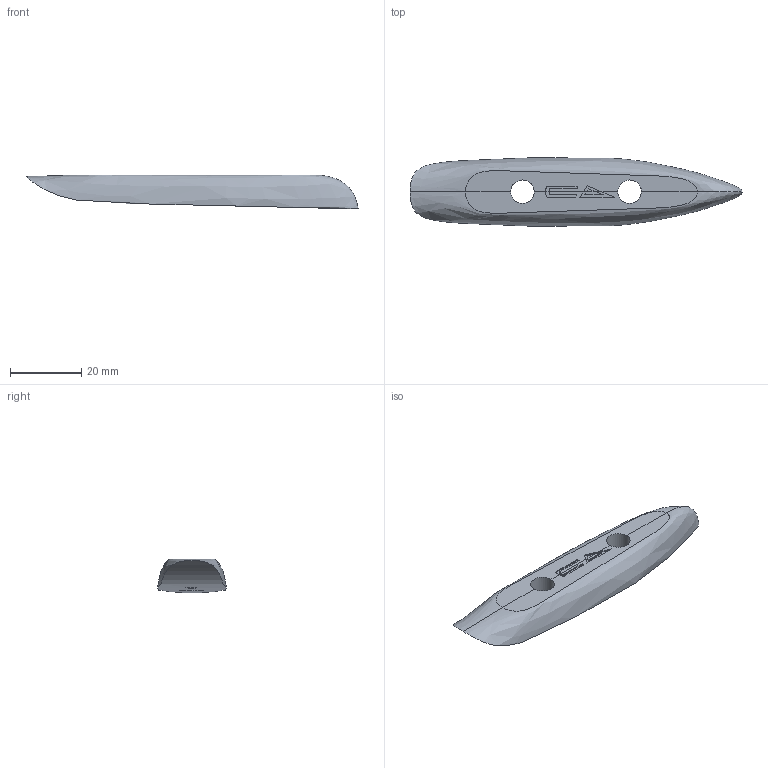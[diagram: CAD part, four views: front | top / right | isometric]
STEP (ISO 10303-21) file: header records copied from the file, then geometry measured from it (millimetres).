
FILE_DESCRIPTION(/* description */ (''),/* implementation_level */ '2;1');
FILE_NAME(/* name */ 'FUSELAGE TO FLAT SHIM',/* time_stamp */ '2023-08-26T09:07:51+08:00',/* author */ (''),/* organization */ (''),/* preprocessor_version */ 'ST-DEVELOPER v16.5',/* originating_system */ 'Rhino 7.32',/* authorisation */ '');
FILE_SCHEMA (('CONFIG_CONTROL_DESIGN'));
Length unit declared in the file: millimetre
Products named in the file (1): Document
Bounding box: 92.96 x 19.18 x 9.5 mm (x, y, z)
Volume: 9670.7 mm3; surface area: 4236.8 mm2
Topology: 1 solids, 1 shells, 109 faces, 315 edges, 206 vertices
Faces by surface type: plane 99, bspline 8, cylinder 2
Full cylindrical faces by diameter (mm): 6.6 x2
Entity records: 8073 total; most frequent: CARTESIAN_POINT 5881, ORIENTED_EDGE 630, EDGE_CURVE 315, B_SPLINE_CURVE_WITH_KNOTS 307, VERTEX_POINT 206, EDGE_LOOP 111, ADVANCED_FACE 109, FACE_OUTER_BOUND 109
